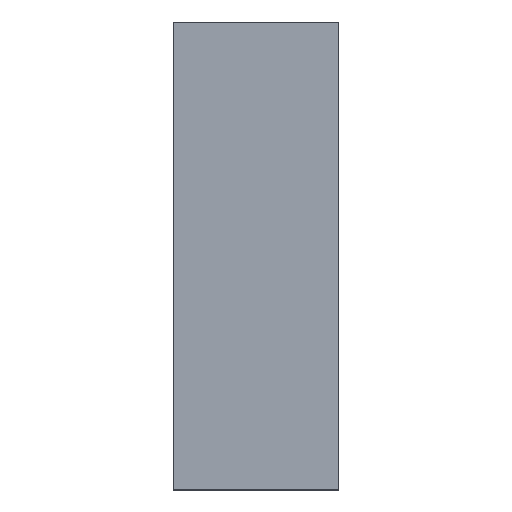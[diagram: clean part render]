
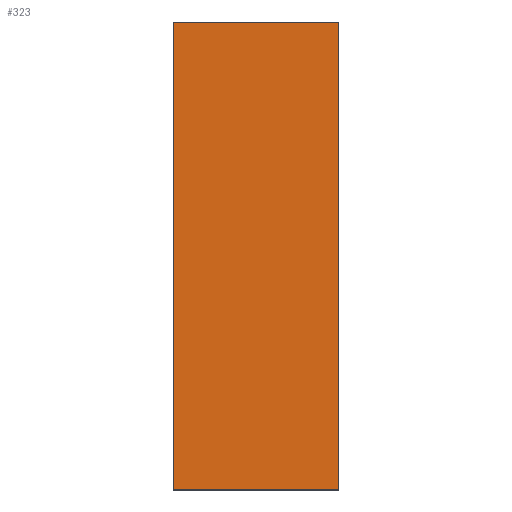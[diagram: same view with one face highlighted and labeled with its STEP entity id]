
A CAD part, left-side view. The second image highlights one B-rep face of the part: STEP entity #323.
In plain terms, the highlighted face is planar.
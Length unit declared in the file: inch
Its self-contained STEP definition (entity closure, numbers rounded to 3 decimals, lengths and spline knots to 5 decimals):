
#2 = VECTOR ( 'NONE', #119, 39.37008 ) ;
#20 = DIRECTION ( 'NONE',  ( 0., 0., -1. ) ) ;
#22 = VECTOR ( 'NONE', #174, 39.37008 ) ;
#34 = ORIENTED_EDGE ( 'NONE', *, *, #399, .T. ) ;
#36 = ORIENTED_EDGE ( 'NONE', *, *, #177, .T. ) ;
#48 = PLANE ( 'NONE',  #104 ) ;
#56 = CARTESIAN_POINT ( 'NONE',  ( 0., 1.75, 0. ) ) ;
#66 = EDGE_LOOP ( 'NONE', ( #442, #34, #87, #36 ) ) ;
#84 = VERTEX_POINT ( 'NONE', #384 ) ;
#87 = ORIENTED_EDGE ( 'NONE', *, *, #438, .T. ) ;
#90 = DIRECTION ( 'NONE',  ( 1., 0., 0. ) ) ;
#104 = AXIS2_PLACEMENT_3D ( 'NONE', #467, #228, #200 ) ;
#119 = DIRECTION ( 'NONE',  ( -1., 0., 0. ) ) ;
#130 = LINE ( 'NONE', #435, #341 ) ;
#144 = VERTEX_POINT ( 'NONE', #466 ) ;
#164 = LINE ( 'NONE', #301, #2 ) ;
#174 = DIRECTION ( 'NONE',  ( 0., 0., 1. ) ) ;
#177 = EDGE_CURVE ( 'NONE', #196, #84, #164, .T. ) ;
#196 = VERTEX_POINT ( 'NONE', #281 ) ;
#200 = DIRECTION ( 'NONE',  ( 0., 0., -1. ) ) ;
#203 = LINE ( 'NONE', #264, #263 ) ;
#228 = DIRECTION ( 'NONE',  ( 0., -1., 0. ) ) ;
#246 = EDGE_CURVE ( 'NONE', #84, #144, #358, .T. ) ;
#263 = VECTOR ( 'NONE', #90, 39.37008 ) ;
#264 = CARTESIAN_POINT ( 'NONE',  ( 0., 1.75, 0. ) ) ;
#269 = VERTEX_POINT ( 'NONE', #280 ) ;
#280 = CARTESIAN_POINT ( 'NONE',  ( 22.62, 1.75, 0. ) ) ;
#281 = CARTESIAN_POINT ( 'NONE',  ( 22.62, 1.75, -8. ) ) ;
#299 = FACE_OUTER_BOUND ( 'NONE', #66, .T. ) ;
#301 = CARTESIAN_POINT ( 'NONE',  ( 0., 1.75, -8. ) ) ;
#323 = ADVANCED_FACE ( 'NONE', ( #299 ), #48, .F. ) ;
#341 = VECTOR ( 'NONE', #20, 39.37008 ) ;
#358 = LINE ( 'NONE', #56, #22 ) ;
#384 = CARTESIAN_POINT ( 'NONE',  ( 0., 1.75, -8. ) ) ;
#399 = EDGE_CURVE ( 'NONE', #144, #269, #203, .T. ) ;
#435 = CARTESIAN_POINT ( 'NONE',  ( 22.62, 1.75, 0. ) ) ;
#438 = EDGE_CURVE ( 'NONE', #269, #196, #130, .T. ) ;
#442 = ORIENTED_EDGE ( 'NONE', *, *, #246, .T. ) ;
#466 = CARTESIAN_POINT ( 'NONE',  ( 0., 1.75, 0. ) ) ;
#467 = CARTESIAN_POINT ( 'NONE',  ( 0., 1.75, 0. ) ) ;
